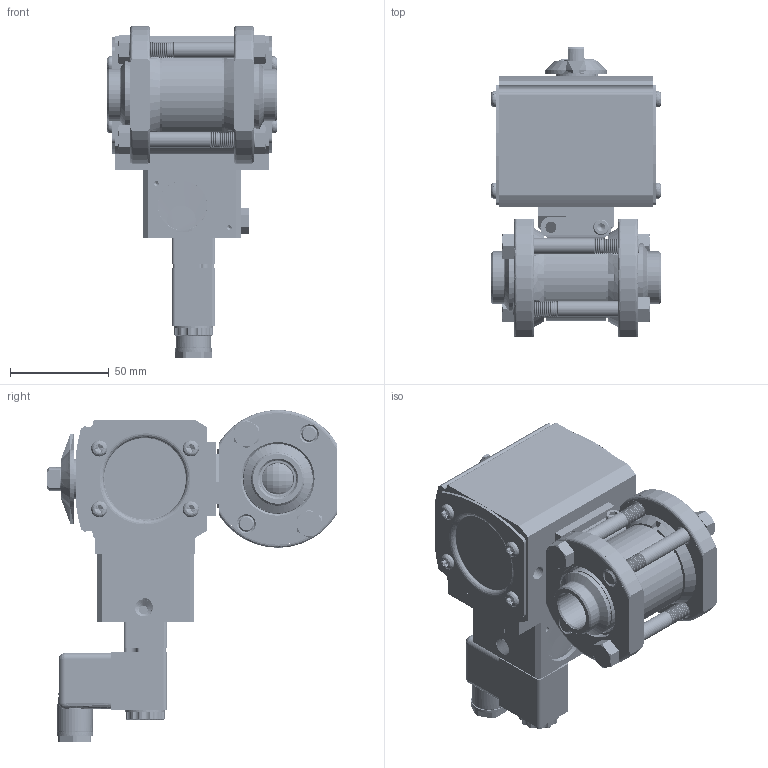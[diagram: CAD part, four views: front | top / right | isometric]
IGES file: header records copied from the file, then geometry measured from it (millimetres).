
Start section: SolidWorks IGES file using analytic representation for surfaces
Global section: file name: 26XXTSWSA512D4GPDS.igs; native system: SolidWorks 2018; preprocessor: SolidWorks 2018; author: ryanm; date: 180905.081345; units: inch
Bounding box: 86.49 x 146.65 x 168.3 mm (x, y, z)
Surface area: 180222.5 mm2 (no closed solid volume)
Topology: 0 solids, 0 shells, 4015 faces, 56876 edges, 56689 vertices
Faces by surface type: revolution 2988, bspline 1027
